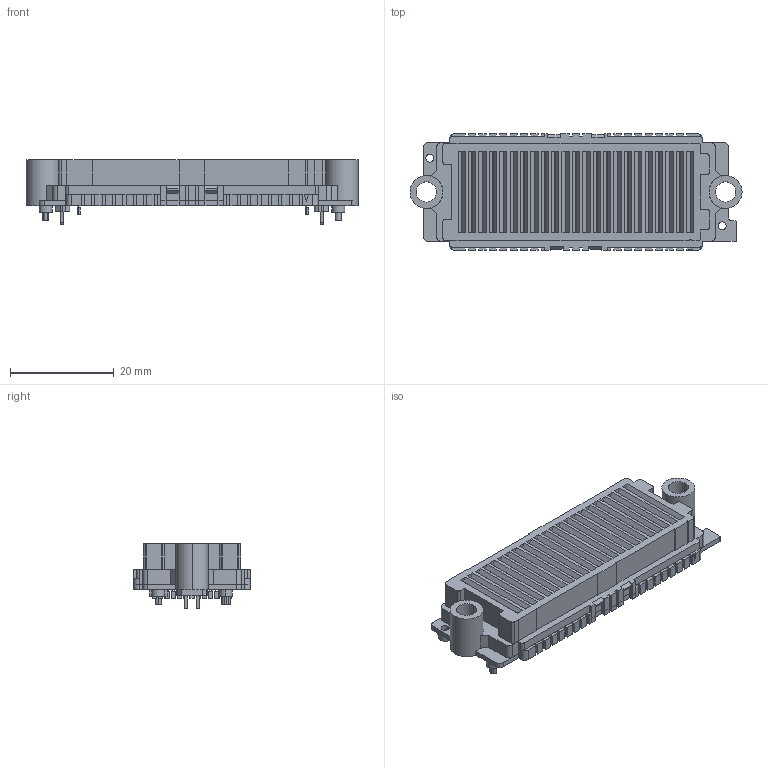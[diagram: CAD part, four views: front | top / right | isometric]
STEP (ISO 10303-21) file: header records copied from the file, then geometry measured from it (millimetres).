
FILE_DESCRIPTION((''),'2;1');
FILE_NAME('MOLEX_45802-0223.stp','2013-11-11T14:09:33',(''),(''),'Mechanical Desktop 2011','Mechanical Desktop 2011',', , ');
FILE_SCHEMA(('AUTOMOTIVE_DESIGN { 1 2 10303 214 1 1 1 1 }'));
Length unit declared in the file: millimetre
Products named in the file (1): Product
Bounding box: 63.89 x 22.5 x 12.5 mm (x, y, z)
Volume: 9430.7 mm3; surface area: 10390.8 mm2
Topology: 101 solids, 101 shells, 1244 faces, 3051 edges, 2034 vertices
Faces by surface type: plane 863, bspline 303, cylinder 78
Entity records: 36152 total; most frequent: CARTESIAN_POINT 7295, ORIENTED_EDGE 6102, DIRECTION 5099, EDGE_CURVE 3051, VECTOR 2887, LINE 2887, VERTEX_POINT 2034, EDGE_LOOP 1333
